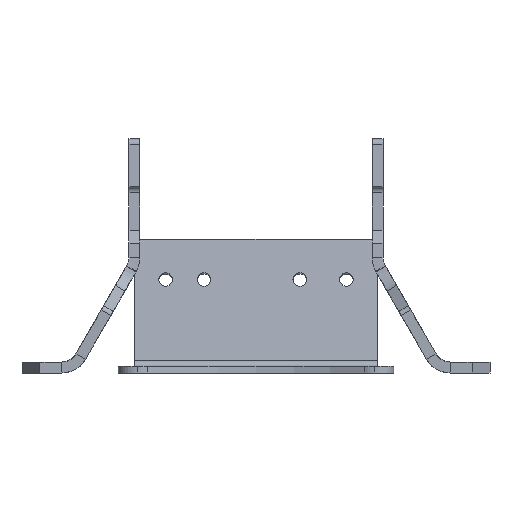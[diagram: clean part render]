
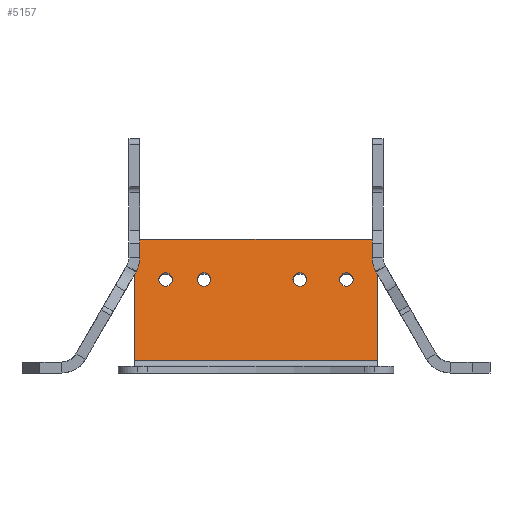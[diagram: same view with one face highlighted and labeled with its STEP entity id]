
A CAD part, left-side view. The second image highlights one B-rep face of the part: STEP entity #5157.
In plain terms, the highlighted planar face has unit normal (-0.985, 0, 0.174).
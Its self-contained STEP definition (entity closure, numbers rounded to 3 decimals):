
#18 = DIRECTION ( 'NONE',  ( 0.985, 0., -0.174 ) ) ;
#191 = ORIENTED_EDGE ( 'NONE', *, *, #532, .T. ) ;
#231 = VECTOR ( 'NONE', #1740, 1000. ) ;
#281 = VERTEX_POINT ( 'NONE', #1196 ) ;
#294 = EDGE_CURVE ( 'NONE', #1182, #5134, #3211, .T. ) ;
#310 = EDGE_CURVE ( 'NONE', #1385, #4650, #4313, .T. ) ;
#391 = CARTESIAN_POINT ( 'NONE',  ( 118.342, 133.41, 46.42 ) ) ;
#399 = EDGE_CURVE ( 'NONE', #2284, #5134, #3339, .T. ) ;
#477 = CARTESIAN_POINT ( 'NONE',  ( 118.342, 44.41, 46.42 ) ) ;
#504 = AXIS2_PLACEMENT_3D ( 'NONE', #2044, #990, #4619 ) ;
#532 = EDGE_CURVE ( 'NONE', #1182, #812, #4062, .T. ) ;
#534 = VERTEX_POINT ( 'NONE', #2133 ) ;
#562 = CARTESIAN_POINT ( 'NONE',  ( 118.776, 133.41, 48.882 ) ) ;
#596 = FACE_BOUND ( 'NONE', #4927, .T. ) ;
#702 = DIRECTION ( 'NONE',  ( -0.174, 0., -0.985 ) ) ;
#772 = VERTEX_POINT ( 'NONE', #1723 ) ;
#773 = EDGE_CURVE ( 'NONE', #534, #2874, #4155, .T. ) ;
#812 = VERTEX_POINT ( 'NONE', #391 ) ;
#814 = FACE_BOUND ( 'NONE', #4178, .T. ) ;
#822 = DIRECTION ( 'NONE',  ( -0.174, 0., -0.985 ) ) ;
#868 = CARTESIAN_POINT ( 'NONE',  ( 116.171, 121.91, 34.11 ) ) ;
#880 = EDGE_CURVE ( 'NONE', #772, #281, #1329, .T. ) ;
#953 = VECTOR ( 'NONE', #4087, 1000. ) ;
#982 = CARTESIAN_POINT ( 'NONE',  ( 116.171, 107.91, 34.11 ) ) ;
#990 = DIRECTION ( 'NONE',  ( 0.985, 0., -0.174 ) ) ;
#1043 = AXIS2_PLACEMENT_3D ( 'NONE', #3095, #2088, #3914 ) ;
#1049 = AXIS2_PLACEMENT_3D ( 'NONE', #982, #2615, #5045 ) ;
#1093 = EDGE_CURVE ( 'NONE', #281, #772, #3122, .T. ) ;
#1140 = CARTESIAN_POINT ( 'NONE',  ( 118.776, 46.91, 48.882 ) ) ;
#1148 = EDGE_CURVE ( 'NONE', #2284, #2874, #4395, .T. ) ;
#1182 = VERTEX_POINT ( 'NONE', #5094 ) ;
#1184 = VECTOR ( 'NONE', #1876, 1000. ) ;
#1196 = CARTESIAN_POINT ( 'NONE',  ( 116.606, 55.91, 36.572 ) ) ;
#1198 = CARTESIAN_POINT ( 'NONE',  ( 115.737, 107.91, 31.648 ) ) ;
#1215 = CARTESIAN_POINT ( 'NONE',  ( 118.776, 44.41, 48.882 ) ) ;
#1282 = ORIENTED_EDGE ( 'NONE', *, *, #2167, .T. ) ;
#1329 = CIRCLE ( 'NONE', #1043, 2.5 ) ;
#1385 = VERTEX_POINT ( 'NONE', #1990 ) ;
#1392 = CARTESIAN_POINT ( 'NONE',  ( 118.776, 133.41, 48.882 ) ) ;
#1411 = VERTEX_POINT ( 'NONE', #5122 ) ;
#1423 = CIRCLE ( 'NONE', #2490, 2.5 ) ;
#1542 = CARTESIAN_POINT ( 'NONE',  ( 116.171, 72.91, 34.11 ) ) ;
#1612 = DIRECTION ( 'NONE',  ( -0.985, 0., 0.174 ) ) ;
#1723 = CARTESIAN_POINT ( 'NONE',  ( 115.737, 55.91, 31.648 ) ) ;
#1740 = DIRECTION ( 'NONE',  ( -0.174, 0., -0.985 ) ) ;
#1747 = DIRECTION ( 'NONE',  ( 0.985, 0., -0.174 ) ) ;
#1873 = AXIS2_PLACEMENT_3D ( 'NONE', #4172, #3020, #4549 ) ;
#1876 = DIRECTION ( 'NONE',  ( -0.174, 0., -0.985 ) ) ;
#1895 = CIRCLE ( 'NONE', #1049, 2.5 ) ;
#1954 = ORIENTED_EDGE ( 'NONE', *, *, #294, .F. ) ;
#1990 = CARTESIAN_POINT ( 'NONE',  ( 115.737, 72.91, 31.648 ) ) ;
#2044 = CARTESIAN_POINT ( 'NONE',  ( 116.171, 121.91, 34.11 ) ) ;
#2088 = DIRECTION ( 'NONE',  ( 0.985, 0., -0.174 ) ) ;
#2123 = DIRECTION ( 'NONE',  ( 0., -1., 0. ) ) ;
#2133 = CARTESIAN_POINT ( 'NONE',  ( 110.962, 133.41, 4.566 ) ) ;
#2146 = EDGE_CURVE ( 'NONE', #4778, #2854, #3720, .T. ) ;
#2167 = EDGE_CURVE ( 'NONE', #5088, #1411, #4967, .T. ) ;
#2184 = CIRCLE ( 'NONE', #4094, 2.5 ) ;
#2220 = LINE ( 'NONE', #5178, #231 ) ;
#2284 = VERTEX_POINT ( 'NONE', #477 ) ;
#2335 = CARTESIAN_POINT ( 'NONE',  ( 110.962, 133.41, 4.566 ) ) ;
#2438 = ORIENTED_EDGE ( 'NONE', *, *, #5086, .T. ) ;
#2441 = ORIENTED_EDGE ( 'NONE', *, *, #3302, .T. ) ;
#2490 = AXIS2_PLACEMENT_3D ( 'NONE', #1542, #5104, #3338 ) ;
#2514 = EDGE_CURVE ( 'NONE', #1411, #5088, #2184, .T. ) ;
#2588 = ORIENTED_EDGE ( 'NONE', *, *, #399, .T. ) ;
#2615 = DIRECTION ( 'NONE',  ( 0.985, 0., -0.174 ) ) ;
#2664 = AXIS2_PLACEMENT_3D ( 'NONE', #562, #1747, #3767 ) ;
#2673 = ORIENTED_EDGE ( 'NONE', *, *, #310, .T. ) ;
#2841 = ORIENTED_EDGE ( 'NONE', *, *, #1148, .F. ) ;
#2854 = VERTEX_POINT ( 'NONE', #3407 ) ;
#2874 = VERTEX_POINT ( 'NONE', #4824 ) ;
#2967 = EDGE_CURVE ( 'NONE', #4650, #1385, #1423, .T. ) ;
#3020 = DIRECTION ( 'NONE',  ( 0.985, 0., -0.174 ) ) ;
#3095 = CARTESIAN_POINT ( 'NONE',  ( 116.171, 55.91, 34.11 ) ) ;
#3122 = CIRCLE ( 'NONE', #1873, 2.5 ) ;
#3211 = LINE ( 'NONE', #1392, #4780 ) ;
#3263 = EDGE_LOOP ( 'NONE', ( #1954, #191, #2438, #3797, #2841, #2588 ) ) ;
#3302 = EDGE_CURVE ( 'NONE', #2854, #4778, #1895, .T. ) ;
#3338 = DIRECTION ( 'NONE',  ( -0.174, 0., -0.985 ) ) ;
#3339 = CIRCLE ( 'NONE', #4035, 2.5 ) ;
#3395 = DIRECTION ( 'NONE',  ( -0.174, 0., -0.985 ) ) ;
#3407 = CARTESIAN_POINT ( 'NONE',  ( 116.606, 107.91, 36.572 ) ) ;
#3538 = ORIENTED_EDGE ( 'NONE', *, *, #1093, .T. ) ;
#3550 = FACE_OUTER_BOUND ( 'NONE', #3263, .T. ) ;
#3671 = FACE_BOUND ( 'NONE', #4429, .T. ) ;
#3720 = CIRCLE ( 'NONE', #3829, 2.5 ) ;
#3767 = DIRECTION ( 'NONE',  ( -0.174, 0., -0.985 ) ) ;
#3797 = ORIENTED_EDGE ( 'NONE', *, *, #773, .T. ) ;
#3801 = CARTESIAN_POINT ( 'NONE',  ( 116.171, 107.91, 34.11 ) ) ;
#3829 = AXIS2_PLACEMENT_3D ( 'NONE', #3801, #4634, #3395 ) ;
#3914 = DIRECTION ( 'NONE',  ( -0.174, 0., -0.985 ) ) ;
#4007 = CARTESIAN_POINT ( 'NONE',  ( 116.606, 72.91, 36.572 ) ) ;
#4025 = CARTESIAN_POINT ( 'NONE',  ( 118.342, 130.91, 46.42 ) ) ;
#4035 = AXIS2_PLACEMENT_3D ( 'NONE', #4604, #4653, #5018 ) ;
#4049 = ORIENTED_EDGE ( 'NONE', *, *, #2146, .T. ) ;
#4062 = CIRCLE ( 'NONE', #4719, 2.5 ) ;
#4087 = DIRECTION ( 'NONE',  ( 0., -1., 0. ) ) ;
#4094 = AXIS2_PLACEMENT_3D ( 'NONE', #868, #18, #702 ) ;
#4132 = AXIS2_PLACEMENT_3D ( 'NONE', #4643, #4444, #4451 ) ;
#4155 = LINE ( 'NONE', #2335, #953 ) ;
#4172 = CARTESIAN_POINT ( 'NONE',  ( 116.171, 55.91, 34.11 ) ) ;
#4178 = EDGE_LOOP ( 'NONE', ( #2673, #4742 ) ) ;
#4272 = EDGE_LOOP ( 'NONE', ( #4281, #3538 ) ) ;
#4281 = ORIENTED_EDGE ( 'NONE', *, *, #880, .T. ) ;
#4313 = CIRCLE ( 'NONE', #4132, 2.5 ) ;
#4395 = LINE ( 'NONE', #1215, #1184 ) ;
#4429 = EDGE_LOOP ( 'NONE', ( #4049, #2441 ) ) ;
#4444 = DIRECTION ( 'NONE',  ( 0.985, 0., -0.174 ) ) ;
#4451 = DIRECTION ( 'NONE',  ( -0.174, 0., -0.985 ) ) ;
#4497 = CARTESIAN_POINT ( 'NONE',  ( 115.737, 121.91, 31.648 ) ) ;
#4549 = DIRECTION ( 'NONE',  ( -0.174, 0., -0.985 ) ) ;
#4604 = CARTESIAN_POINT ( 'NONE',  ( 118.342, 46.91, 46.42 ) ) ;
#4619 = DIRECTION ( 'NONE',  ( -0.174, 0., -0.985 ) ) ;
#4634 = DIRECTION ( 'NONE',  ( 0.985, 0., -0.174 ) ) ;
#4643 = CARTESIAN_POINT ( 'NONE',  ( 116.171, 72.91, 34.11 ) ) ;
#4650 = VERTEX_POINT ( 'NONE', #4007 ) ;
#4653 = DIRECTION ( 'NONE',  ( -0.985, 0., 0.174 ) ) ;
#4719 = AXIS2_PLACEMENT_3D ( 'NONE', #4025, #1612, #822 ) ;
#4738 = FACE_BOUND ( 'NONE', #4272, .T. ) ;
#4742 = ORIENTED_EDGE ( 'NONE', *, *, #2967, .T. ) ;
#4778 = VERTEX_POINT ( 'NONE', #1198 ) ;
#4780 = VECTOR ( 'NONE', #2123, 1000. ) ;
#4808 = ORIENTED_EDGE ( 'NONE', *, *, #2514, .T. ) ;
#4824 = CARTESIAN_POINT ( 'NONE',  ( 110.962, 44.41, 4.566 ) ) ;
#4927 = EDGE_LOOP ( 'NONE', ( #1282, #4808 ) ) ;
#4929 = PLANE ( 'NONE',  #2664 ) ;
#4967 = CIRCLE ( 'NONE', #504, 2.5 ) ;
#5018 = DIRECTION ( 'NONE',  ( -0.174, 0., -0.985 ) ) ;
#5045 = DIRECTION ( 'NONE',  ( -0.174, 0., -0.985 ) ) ;
#5086 = EDGE_CURVE ( 'NONE', #812, #534, #2220, .T. ) ;
#5088 = VERTEX_POINT ( 'NONE', #4497 ) ;
#5094 = CARTESIAN_POINT ( 'NONE',  ( 118.776, 130.91, 48.882 ) ) ;
#5104 = DIRECTION ( 'NONE',  ( 0.985, 0., -0.174 ) ) ;
#5122 = CARTESIAN_POINT ( 'NONE',  ( 116.606, 121.91, 36.572 ) ) ;
#5134 = VERTEX_POINT ( 'NONE', #1140 ) ;
#5157 = ADVANCED_FACE ( 'NONE', ( #814, #3671, #4738, #596, #3550 ), #4929, .F. ) ;
#5178 = CARTESIAN_POINT ( 'NONE',  ( 118.776, 133.41, 48.882 ) ) ;
